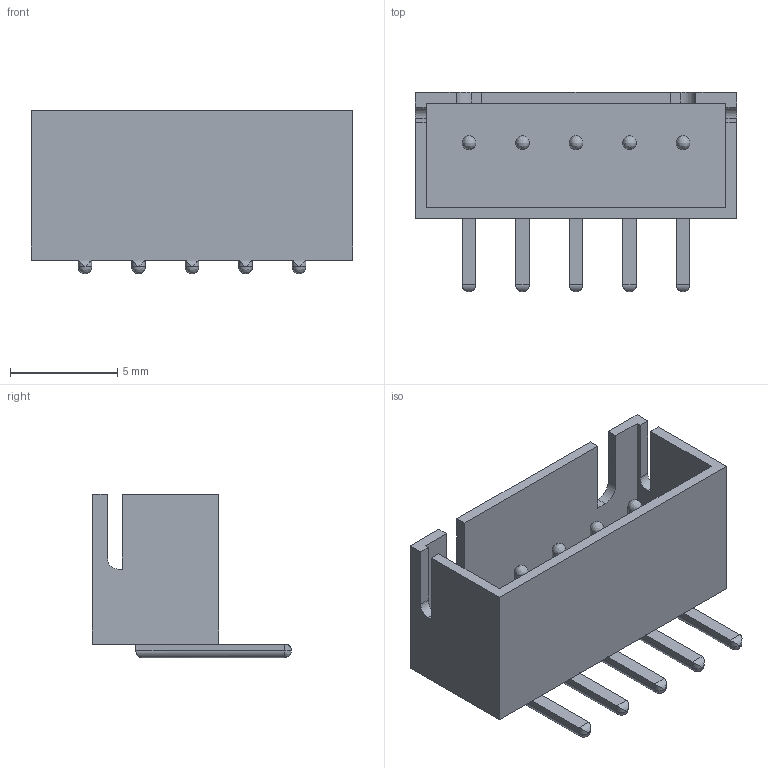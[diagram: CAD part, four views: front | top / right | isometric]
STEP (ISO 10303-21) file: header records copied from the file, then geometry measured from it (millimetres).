
FILE_DESCRIPTION (( 'STEP AP214' ), '1' );
FILE_NAME ('User Library-JST-XH-2.5mm-5.STEP', '2020-03-24T12:28:26', ( '' ), ( '' ), 'SwSTEP 2.0', 'SolidWorks 2019', '' );
FILE_SCHEMA (( 'AUTOMOTIVE_DESIGN' ));
Length unit declared in the file: millimetre
Products named in the file (1): User Library-JST-XH-2.5mm-5
Bounding box: 15 x 9.3 x 7.64 mm (x, y, z)
Volume: 186.4 mm3; surface area: 825.9 mm2
Topology: 6 solids, 6 shells, 95 faces, 224 edges, 126 vertices
Faces by surface type: plane 46, cylinder 39, bspline 10
Entity records: 2930 total; most frequent: CARTESIAN_POINT 636, ORIENTED_EDGE 408, DIRECTION 399, EDGE_CURVE 204, VECTOR 141, LINE 141, AXIS2_PLACEMENT_3D 129, VERTEX_POINT 126
